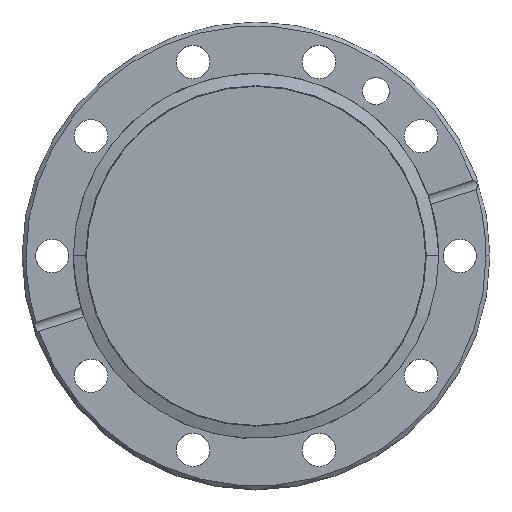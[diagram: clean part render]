
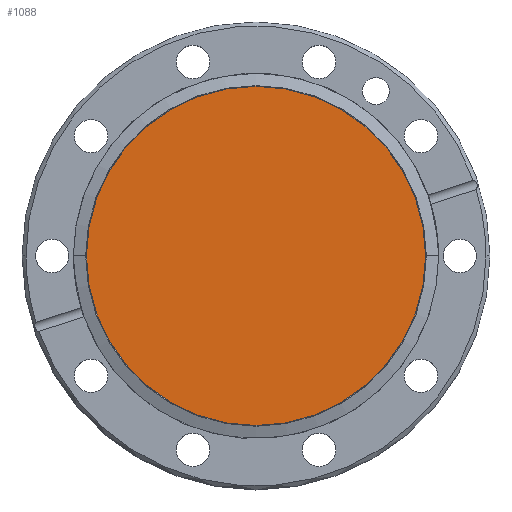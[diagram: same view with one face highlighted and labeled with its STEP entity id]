
A CAD part, top view. The second image highlights one B-rep face of the part: STEP entity #1088.
In plain terms, the highlighted planar face has unit normal (0, 0, 1).
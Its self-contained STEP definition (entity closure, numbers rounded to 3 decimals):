
#36 = AXIS2_PLACEMENT_3D ( 'NONE', #860, #787, #919 ) ;
#123 = CIRCLE ( 'NONE', #1229, 42.548 ) ;
#199 = EDGE_CURVE ( 'NONE', #620, #1035, #1265, .T. ) ;
#206 = DIRECTION ( 'NONE',  ( 1., 0., 0. ) ) ;
#326 = EDGE_LOOP ( 'NONE', ( #1566, #876 ) ) ;
#430 = FACE_OUTER_BOUND ( 'NONE', #326, .T. ) ;
#475 = EDGE_CURVE ( 'NONE', #1035, #620, #123, .T. ) ;
#554 = CARTESIAN_POINT ( 'NONE',  ( 0., 0., -1.2 ) ) ;
#576 = AXIS2_PLACEMENT_3D ( 'NONE', #554, #1565, #206 ) ;
#620 = VERTEX_POINT ( 'NONE', #759 ) ;
#625 = DIRECTION ( 'NONE',  ( 0., 0., 1. ) ) ;
#630 = DIRECTION ( 'NONE',  ( 1., 0., 0. ) ) ;
#697 = CARTESIAN_POINT ( 'NONE',  ( 0., 0., -1.2 ) ) ;
#759 = CARTESIAN_POINT ( 'NONE',  ( 42.548, 0., -1.2 ) ) ;
#787 = DIRECTION ( 'NONE',  ( 0., 0., 1. ) ) ;
#860 = CARTESIAN_POINT ( 'NONE',  ( 0., 0., -1.2 ) ) ;
#876 = ORIENTED_EDGE ( 'NONE', *, *, #475, .T. ) ;
#919 = DIRECTION ( 'NONE',  ( 1., 0., 0. ) ) ;
#1035 = VERTEX_POINT ( 'NONE', #1545 ) ;
#1088 = ADVANCED_FACE ( 'NONE', ( #430 ), #1495, .T. ) ;
#1229 = AXIS2_PLACEMENT_3D ( 'NONE', #697, #625, #630 ) ;
#1265 = CIRCLE ( 'NONE', #576, 42.548 ) ;
#1495 = PLANE ( 'NONE',  #36 ) ;
#1545 = CARTESIAN_POINT ( 'NONE',  ( -42.548, 0., -1.2 ) ) ;
#1565 = DIRECTION ( 'NONE',  ( 0., 0., 1. ) ) ;
#1566 = ORIENTED_EDGE ( 'NONE', *, *, #199, .T. ) ;
